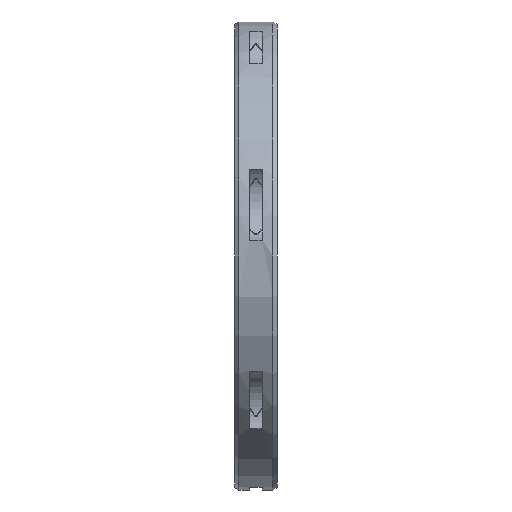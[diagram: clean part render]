
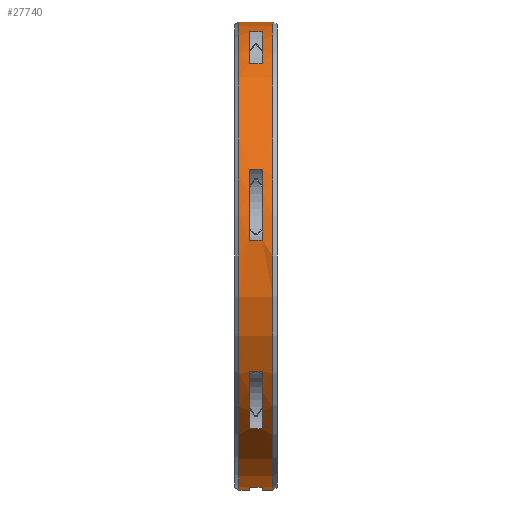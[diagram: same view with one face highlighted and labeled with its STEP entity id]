
A CAD part, left-side view. The second image highlights one B-rep face of the part: STEP entity #27740.
In plain terms, the highlighted cylindrical face has radius 55 mm (diameter 110 mm), a partial arc.
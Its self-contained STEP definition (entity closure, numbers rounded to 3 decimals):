
#26082=CARTESIAN_POINT('',(0.,-1.5,0.));
#26083=DIRECTION('',(0.,-1.,0.));
#26084=DIRECTION('',(-0.156,0.,-0.988));
#26085=AXIS2_PLACEMENT_3D('',#26082,#26083,#26084);
#26090=DIRECTION('',(0.,-1.,0.));
#26091=VECTOR('',#26090,3.);
#26092=CARTESIAN_POINT('',(-8.56,1.5,-54.33));
#26093=LINE('',#26092,#26091);
#26097=CARTESIAN_POINT('',(0.,1.5,0.));
#26098=DIRECTION('',(0.,-1.,0.));
#26099=DIRECTION('',(-0.156,0.,-0.988));
#26100=AXIS2_PLACEMENT_3D('',#26097,#26098,#26099);
#26105=DIRECTION('',(0.,1.,0.));
#26106=VECTOR('',#26105,2.5);
#26107=CARTESIAN_POINT('',(0.,1.5,-55.));
#26108=LINE('',#26107,#26106);
#26112=DIRECTION('',(0.,1.,0.));
#26113=VECTOR('',#26112,8.);
#26114=CARTESIAN_POINT('',(0.,-4.,55.));
#26115=LINE('',#26114,#26113);
#26119=CARTESIAN_POINT('',(0.,-4.,0.));
#26120=DIRECTION('',(0.,1.,0.));
#26121=DIRECTION('',(0.,0.,-1.));
#26122=AXIS2_PLACEMENT_3D('',#26119,#26120,#26121);
#26127=DIRECTION('',(0.,1.,0.));
#26128=VECTOR('',#26127,2.5);
#26129=CARTESIAN_POINT('',(0.,-4.,-55.));
#26130=LINE('',#26129,#26128);
#26134=CARTESIAN_POINT('',(0.,-1.5,0.));
#26135=DIRECTION('',(0.,-1.,0.));
#26136=DIRECTION('',(-0.288,0.,0.958));
#26137=AXIS2_PLACEMENT_3D('',#26134,#26135,#26136);
#26142=DIRECTION('',(0.,-1.,0.));
#26143=VECTOR('',#26142,3.);
#26144=CARTESIAN_POINT('',(-15.861,1.5,52.663));
#26145=LINE('',#26144,#26143);
#26149=CARTESIAN_POINT('',(0.,1.5,0.));
#26150=DIRECTION('',(0.,-1.,0.));
#26151=DIRECTION('',(-0.288,0.,0.958));
#26152=AXIS2_PLACEMENT_3D('',#26149,#26150,#26151);
#26157=DIRECTION('',(0.,-1.,0.));
#26158=VECTOR('',#26157,3.);
#26159=CARTESIAN_POINT('',(-31.285,1.5,45.236));
#26160=LINE('',#26159,#26158);
#26164=CARTESIAN_POINT('',(0.,-1.5,0.));
#26165=DIRECTION('',(0.,-1.,0.));
#26166=DIRECTION('',(-0.928,0.,0.372));
#26167=AXIS2_PLACEMENT_3D('',#26164,#26165,#26166);
#26172=DIRECTION('',(0.,-1.,0.));
#26173=VECTOR('',#26172,3.);
#26174=CARTESIAN_POINT('',(-51.063,1.5,20.435));
#26175=LINE('',#26174,#26173);
#26179=CARTESIAN_POINT('',(0.,1.5,0.));
#26180=DIRECTION('',(0.,-1.,0.));
#26181=DIRECTION('',(-0.928,0.,0.372));
#26182=AXIS2_PLACEMENT_3D('',#26179,#26180,#26181);
#26187=DIRECTION('',(0.,-1.,0.));
#26188=VECTOR('',#26187,3.);
#26189=CARTESIAN_POINT('',(-54.872,1.5,3.744));
#26190=LINE('',#26189,#26188);
#26194=CARTESIAN_POINT('',(0.,-1.5,0.));
#26195=DIRECTION('',(0.,-1.,0.));
#26196=DIRECTION('',(-0.869,0.,-0.494));
#26197=AXIS2_PLACEMENT_3D('',#26194,#26195,#26196);
#26202=DIRECTION('',(0.,-1.,0.));
#26203=VECTOR('',#26202,3.);
#26204=CARTESIAN_POINT('',(-47.814,1.5,-27.182));
#26205=LINE('',#26204,#26203);
#26209=CARTESIAN_POINT('',(0.,1.5,0.));
#26210=DIRECTION('',(0.,-1.,0.));
#26211=DIRECTION('',(-0.869,0.,-0.494));
#26212=AXIS2_PLACEMENT_3D('',#26209,#26210,#26211);
#26217=DIRECTION('',(0.,-1.,0.));
#26218=VECTOR('',#26217,3.);
#26219=CARTESIAN_POINT('',(-37.14,1.5,-40.566));
#26220=LINE('',#26219,#26218);
#26598=CARTESIAN_POINT('',(0.,4.,0.));
#26599=DIRECTION('',(0.,1.,0.));
#26600=DIRECTION('',(0.,0.,-1.));
#26601=AXIS2_PLACEMENT_3D('',#26598,#26599,#26600);
#26853=CARTESIAN_POINT('',(0.,-4.,-55.));
#26855=VERTEX_POINT('',#26853);
#26856=CARTESIAN_POINT('',(0.,4.,-55.));
#26858=VERTEX_POINT('',#26856);
#26885=CARTESIAN_POINT('',(0.,-4.,55.));
#26887=VERTEX_POINT('',#26885);
#26888=CARTESIAN_POINT('',(0.,4.,55.));
#26889=VERTEX_POINT('',#26888);
#26902=CARTESIAN_POINT('',(0.,-1.5,-55.));
#26904=VERTEX_POINT('',#26902);
#26906=CARTESIAN_POINT('',(0.,1.5,-55.));
#26908=VERTEX_POINT('',#26906);
#26916=CARTESIAN_POINT('',(-8.56,-1.5,-54.33));
#26917=VERTEX_POINT('',#26916);
#26918=CARTESIAN_POINT('',(-8.56,1.5,-54.33));
#26919=VERTEX_POINT('',#26918);
#26992=CARTESIAN_POINT('',(-15.861,-1.5,52.663));
#26993=CARTESIAN_POINT('',(-31.285,-1.5,45.236));
#26994=VERTEX_POINT('',#26992);
#26995=VERTEX_POINT('',#26993);
#26996=CARTESIAN_POINT('',(-15.861,1.5,52.663));
#26997=CARTESIAN_POINT('',(-31.285,1.5,45.236));
#26998=VERTEX_POINT('',#26996);
#26999=VERTEX_POINT('',#26997);
#27012=CARTESIAN_POINT('',(-51.063,-1.5,20.435));
#27013=CARTESIAN_POINT('',(-54.872,-1.5,3.744));
#27014=VERTEX_POINT('',#27012);
#27015=VERTEX_POINT('',#27013);
#27016=CARTESIAN_POINT('',(-51.063,1.5,20.435));
#27017=CARTESIAN_POINT('',(-54.872,1.5,3.744));
#27018=VERTEX_POINT('',#27016);
#27019=VERTEX_POINT('',#27017);
#27032=CARTESIAN_POINT('',(-47.814,-1.5,-27.182));
#27033=CARTESIAN_POINT('',(-37.14,-1.5,-40.566));
#27034=VERTEX_POINT('',#27032);
#27035=VERTEX_POINT('',#27033);
#27036=CARTESIAN_POINT('',(-47.814,1.5,-27.182));
#27037=CARTESIAN_POINT('',(-37.14,1.5,-40.566));
#27038=VERTEX_POINT('',#27036);
#27039=VERTEX_POINT('',#27037);
#27694=CARTESIAN_POINT('',(0.,57.772,0.));
#27695=DIRECTION('',(0.,-1.,0.));
#27696=DIRECTION('',(0.,0.,1.));
#27697=AXIS2_PLACEMENT_3D('',#27694,#27695,#27696);
#27698=CYLINDRICAL_SURFACE('',#27697,55.);
#27699=ORIENTED_EDGE('',*,*,#27565,.F.);
#27701=ORIENTED_EDGE('',*,*,#27700,.F.);
#27703=ORIENTED_EDGE('',*,*,#27702,.T.);
#27704=ORIENTED_EDGE('',*,*,#27518,.T.);
#27706=ORIENTED_EDGE('',*,*,#27705,.T.);
#27707=ORIENTED_EDGE('',*,*,#27514,.F.);
#27709=ORIENTED_EDGE('',*,*,#27708,.F.);
#27710=ORIENTED_EDGE('',*,*,#27510,.T.);
#27711=EDGE_LOOP('',(#27699,#27701,#27703,#27704,#27706,#27707,#27709,#27710));
#27712=FACE_OUTER_BOUND('',#27711,.F.);
#27714=ORIENTED_EDGE('',*,*,#27713,.F.);
#27716=ORIENTED_EDGE('',*,*,#27715,.F.);
#27718=ORIENTED_EDGE('',*,*,#27717,.T.);
#27720=ORIENTED_EDGE('',*,*,#27719,.T.);
#27721=EDGE_LOOP('',(#27714,#27716,#27718,#27720));
#27722=FACE_BOUND('',#27721,.F.);
#27724=ORIENTED_EDGE('',*,*,#27723,.F.);
#27726=ORIENTED_EDGE('',*,*,#27725,.F.);
#27728=ORIENTED_EDGE('',*,*,#27727,.T.);
#27730=ORIENTED_EDGE('',*,*,#27729,.T.);
#27731=EDGE_LOOP('',(#27724,#27726,#27728,#27730));
#27732=FACE_BOUND('',#27731,.F.);
#27733=ORIENTED_EDGE('',*,*,#27632,.F.);
#27734=ORIENTED_EDGE('',*,*,#27680,.F.);
#27736=ORIENTED_EDGE('',*,*,#27735,.T.);
#27737=ORIENTED_EDGE('',*,*,#27654,.T.);
#27738=EDGE_LOOP('',(#27733,#27734,#27736,#27737));
#27739=FACE_BOUND('',#27738,.F.);
#26086=CIRCLE('',#26085,55.);
#26101=CIRCLE('',#26100,55.);
#26123=CIRCLE('',#26122,55.);
#26138=CIRCLE('',#26137,55.);
#26153=CIRCLE('',#26152,55.);
#26168=CIRCLE('',#26167,55.);
#26183=CIRCLE('',#26182,55.);
#26198=CIRCLE('',#26197,55.);
#26213=CIRCLE('',#26212,55.);
#26602=CIRCLE('',#26601,55.);
#27510=EDGE_CURVE('',#26855,#26904,#26130,.T.);
#27514=EDGE_CURVE('',#26887,#26889,#26115,.T.);
#27518=EDGE_CURVE('',#26908,#26858,#26108,.T.);
#27565=EDGE_CURVE('',#26917,#26904,#26086,.T.);
#27632=EDGE_CURVE('',#27034,#27035,#26198,.T.);
#27654=EDGE_CURVE('',#27039,#27035,#26220,.T.);
#27680=EDGE_CURVE('',#27038,#27034,#26205,.T.);
#27700=EDGE_CURVE('',#26919,#26917,#26093,.T.);
#27702=EDGE_CURVE('',#26919,#26908,#26101,.T.);
#27705=EDGE_CURVE('',#26858,#26889,#26602,.T.);
#27708=EDGE_CURVE('',#26855,#26887,#26123,.T.);
#27713=EDGE_CURVE('',#26994,#26995,#26138,.T.);
#27715=EDGE_CURVE('',#26998,#26994,#26145,.T.);
#27717=EDGE_CURVE('',#26998,#26999,#26153,.T.);
#27719=EDGE_CURVE('',#26999,#26995,#26160,.T.);
#27723=EDGE_CURVE('',#27014,#27015,#26168,.T.);
#27725=EDGE_CURVE('',#27018,#27014,#26175,.T.);
#27727=EDGE_CURVE('',#27018,#27019,#26183,.T.);
#27729=EDGE_CURVE('',#27019,#27015,#26190,.T.);
#27735=EDGE_CURVE('',#27038,#27039,#26213,.T.);
#27740=ADVANCED_FACE('',(#27712,#27722,#27732,#27739),#27698,.T.);
